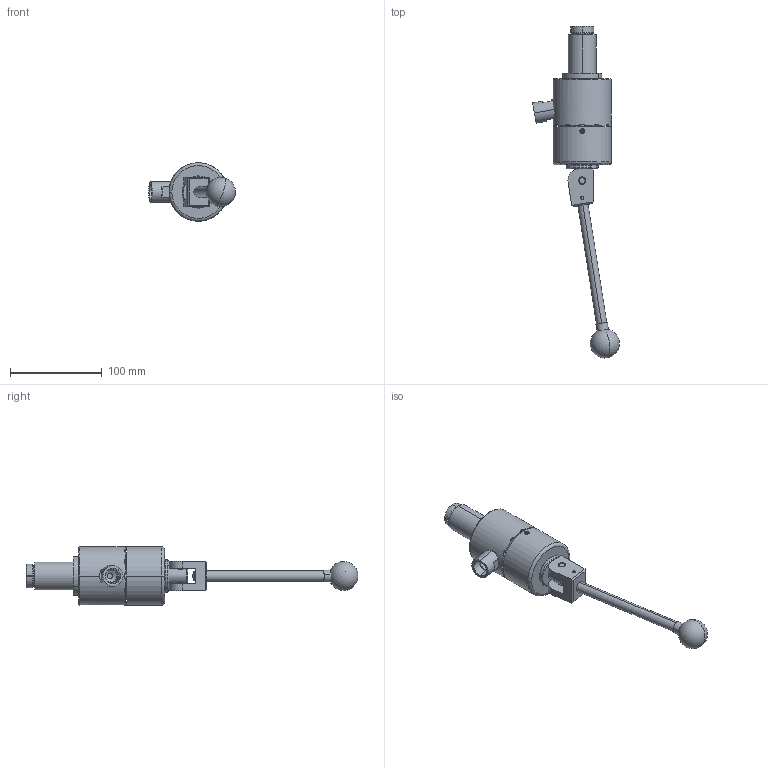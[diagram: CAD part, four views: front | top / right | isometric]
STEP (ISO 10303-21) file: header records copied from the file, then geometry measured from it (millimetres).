
FILE_DESCRIPTION (( 'STEP AP214' ), '1' );
FILE_NAME ('CTSC-003600.STEP', '2025-07-28T20:10:45', ( '' ), ( '' ), 'SwSTEP 2.0', 'SolidWorks 2023', '' );
FILE_SCHEMA (( 'AUTOMOTIVE_DESIGN' ));
Length unit declared in the file: inch
Products named in the file (1): CTSC-003600
Bounding box: 94.33 x 360.99 x 63.5 mm (x, y, z)
Volume: 371565.5 mm3; surface area: 65311.9 mm2
Topology: 7 solids, 8 shells, 283 faces, 690 edges, 433 vertices
Faces by surface type: cylinder 114, plane 104, cone 44, torus 16, bspline 3, sphere 2
Entity records: 13865 total; most frequent: CARTESIAN_POINT 3704, ORIENTED_EDGE 1362, DIRECTION 1358, EDGE_CURVE 681, AXIS2_PLACEMENT_3D 551, VERTEX_POINT 430, EDGE_LOOP 315, FACE_OUTER_BOUND 283
